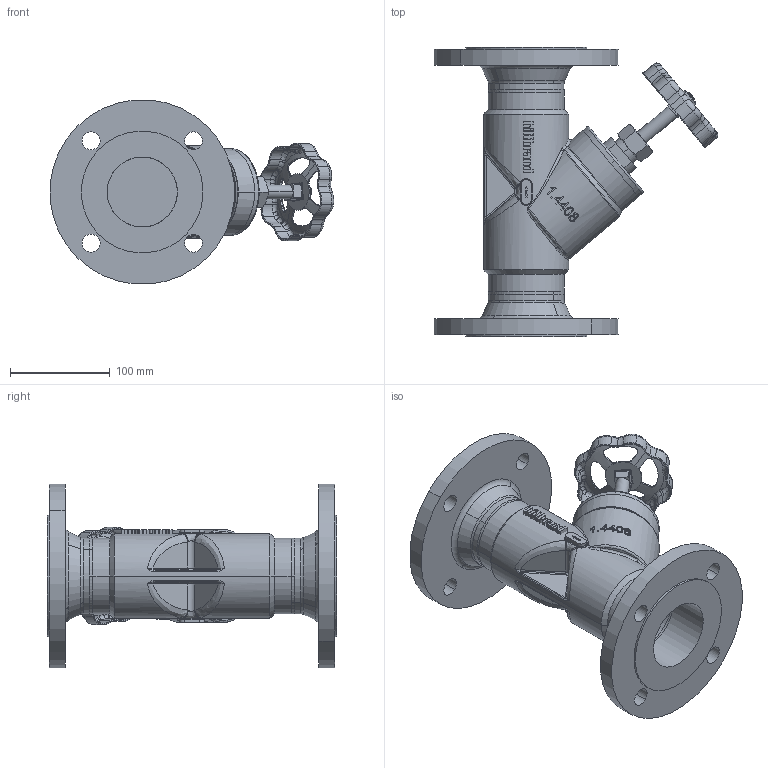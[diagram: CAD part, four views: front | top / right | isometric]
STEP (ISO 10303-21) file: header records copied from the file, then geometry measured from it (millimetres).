
FILE_DESCRIPTION (( 'STEP AP214' ), '1' );
FILE_NAME ('RVX DN65 HST.STEP', '2022-07-24T09:59:58', ( '' ), ( '' ), 'SwSTEP 2.0', 'SolidWorks 2020', '' );
FILE_SCHEMA (( 'AUTOMOTIVE_DESIGN' ));
Length unit declared in the file: millimetre
Products named in the file (12): FS000x08.stp_00; ISO 4032 - M10.stp_00; RVX DN65 (AE311008_RK).stp_00; ADE0065.15.0098.stp_00; GAS0065.32.0025-GM.stp_00; DIN 125 - A 10.5.stp_00; AC-Handrad-28.stp_00; ADS6580.29.0098.stp_00; Logo-Hiltbrand  50mm_10 x 51; ADM6580.05.0098.stp_00; RVX DN65 HST; GAF0065.36.0014-GM.stp_00
Assembly tree (12 placements, depth 4):
  RVX DN65 HST
    RVX DN65 (AE311008_RK).stp_00
      GAF0065.36.0014-GM.stp_00
        GAS0065.32.0025-GM.stp_00
        FS000x08.stp_00  x2
      ADE0065.15.0098.stp_00
      ADM6580.05.0098.stp_00
      ADS6580.29.0098.stp_00
      AC-Handrad-28.stp_00
      DIN 125 - A 10.5.stp_00
      ISO 4032 - M10.stp_00
    Logo-Hiltbrand  50mm_10 x 51
Bounding box: 283.99 x 290 x 184.3 mm (x, y, z)
Volume: 2034464.7 mm3; surface area: 324201.6 mm2
Topology: 25 solids, 25 shells, 1036 faces, 2516 edges, 1569 vertices
Faces by surface type: plane 330, cylinder 266, bspline 218, torus 158, cone 60, sphere 4
Entity records: 38306 total; most frequent: CARTESIAN_POINT 15582, ORIENTED_EDGE 4884, DIRECTION 4149, EDGE_CURVE 2442, AXIS2_PLACEMENT_3D 1606, VERTEX_POINT 1525, EDGE_LOOP 1083, ADVANCED_FACE 1010
